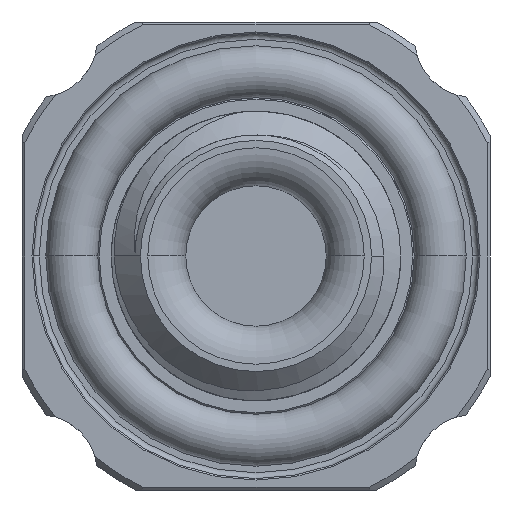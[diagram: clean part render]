
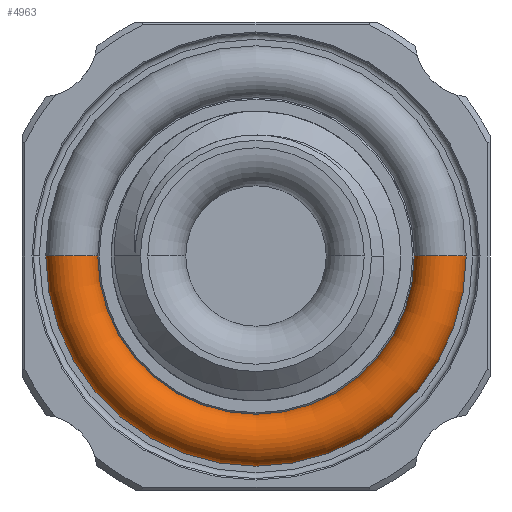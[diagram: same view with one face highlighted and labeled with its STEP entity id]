
A CAD part, front view. The second image highlights one B-rep face of the part: STEP entity #4963.
In plain terms, the highlighted toroidal (fillet/blend) face has major radius 6.299 mm and minor radius 0.889 mm.
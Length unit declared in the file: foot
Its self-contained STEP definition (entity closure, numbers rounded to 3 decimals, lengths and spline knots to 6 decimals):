
#249 = EDGE_CURVE ( 'NONE', #7530, #2242, #7440, .T. ) ;
#425 = ORIENTED_EDGE ( 'NONE', *, *, #1509, .F. ) ;
#493 = FACE_OUTER_BOUND ( 'NONE', #3387, .T. ) ;
#757 = CARTESIAN_POINT ( 'NONE',  ( 0.020667, 0.066801, 0. ) ) ;
#875 = DIRECTION ( 'NONE',  ( 0., -1., 0. ) ) ;
#900 = DIRECTION ( 'NONE',  ( 1., 0., 0. ) ) ;
#950 = CARTESIAN_POINT ( 'NONE',  ( 0., 0.066801, 0. ) ) ;
#1322 = DIRECTION ( 'NONE',  ( 0., -1., 0. ) ) ;
#1461 = DIRECTION ( 'NONE',  ( -1., 0., 0. ) ) ;
#1509 = EDGE_CURVE ( 'NONE', #5847, #3298, #5661, .T. ) ;
#1684 = DIRECTION ( 'NONE',  ( 0., -1., 0. ) ) ;
#1995 = CARTESIAN_POINT ( 'NONE',  ( 0., 0.066801, 0. ) ) ;
#2242 = VERTEX_POINT ( 'NONE', #5263 ) ;
#2761 = CARTESIAN_POINT ( 'NONE',  ( 0.01775, 0.066801, 0. ) ) ;
#2782 = AXIS2_PLACEMENT_3D ( 'NONE', #5830, #875, #5125 ) ;
#2814 = ORIENTED_EDGE ( 'NONE', *, *, #4094, .T. ) ;
#3298 = VERTEX_POINT ( 'NONE', #2761 ) ;
#3387 = EDGE_LOOP ( 'NONE', ( #8725, #5645, #2814, #425 ) ) ;
#4024 = AXIS2_PLACEMENT_3D ( 'NONE', #950, #1684, #900 ) ;
#4094 = EDGE_CURVE ( 'NONE', #2242, #3298, #8815, .T. ) ;
#4437 = CARTESIAN_POINT ( 'NONE',  ( -0.01775, 0.066801, 0. ) ) ;
#4469 = DIRECTION ( 'NONE',  ( 0., 0., 1. ) ) ;
#4848 = DIRECTION ( 'NONE',  ( 1., 0., 0. ) ) ;
#4963 = ADVANCED_FACE ( 'NONE', ( #493 ), #5490, .T. ) ;
#4984 = EDGE_CURVE ( 'NONE', #7530, #5847, #7274, .T. ) ;
#5125 = DIRECTION ( 'NONE',  ( 1., 0., 0. ) ) ;
#5216 = CARTESIAN_POINT ( 'NONE',  ( -0.023583, 0.066801, 0. ) ) ;
#5246 = AXIS2_PLACEMENT_3D ( 'NONE', #757, #6469, #6422 ) ;
#5263 = CARTESIAN_POINT ( 'NONE',  ( 0.023583, 0.066801, 0. ) ) ;
#5490 = TOROIDAL_SURFACE ( 'NONE', #2782, 0.020667, 0.002917 ) ;
#5645 = ORIENTED_EDGE ( 'NONE', *, *, #249, .T. ) ;
#5661 = CIRCLE ( 'NONE', #4024, 0.01775 ) ;
#5830 = CARTESIAN_POINT ( 'NONE',  ( 0., 0.066801, 0. ) ) ;
#5847 = VERTEX_POINT ( 'NONE', #4437 ) ;
#6422 = DIRECTION ( 'NONE',  ( 0., 1., 0. ) ) ;
#6469 = DIRECTION ( 'NONE',  ( 0., 0., -1. ) ) ;
#7274 = CIRCLE ( 'NONE', #7716, 0.002917 ) ;
#7440 = CIRCLE ( 'NONE', #8023, 0.023583 ) ;
#7530 = VERTEX_POINT ( 'NONE', #5216 ) ;
#7716 = AXIS2_PLACEMENT_3D ( 'NONE', #8059, #4469, #1461 ) ;
#8023 = AXIS2_PLACEMENT_3D ( 'NONE', #1995, #1322, #4848 ) ;
#8059 = CARTESIAN_POINT ( 'NONE',  ( -0.020667, 0.066801, 0. ) ) ;
#8725 = ORIENTED_EDGE ( 'NONE', *, *, #4984, .F. ) ;
#8815 = CIRCLE ( 'NONE', #5246, 0.002917 ) ;
